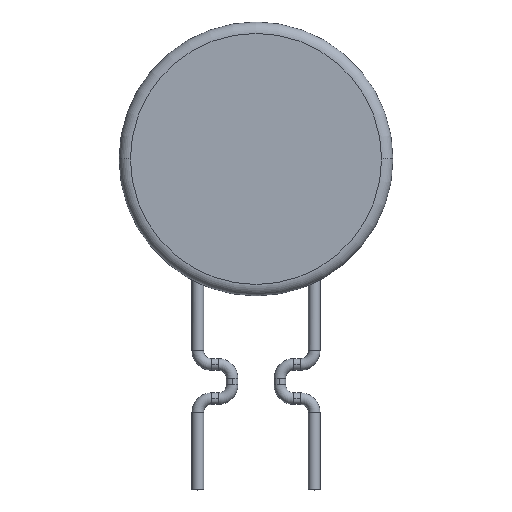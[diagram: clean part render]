
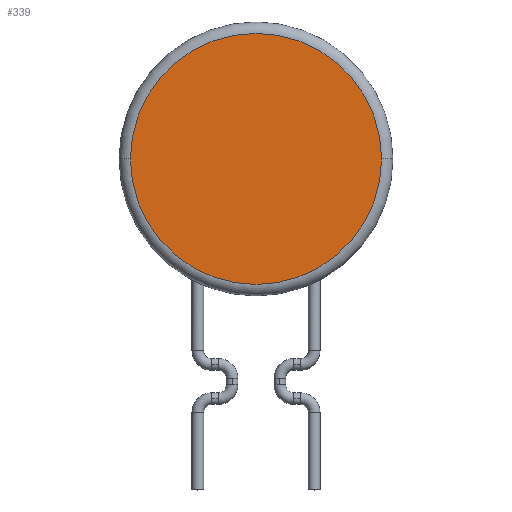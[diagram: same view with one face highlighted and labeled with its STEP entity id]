
A CAD part, top view. The second image highlights one B-rep face of the part: STEP entity #339.
In plain terms, the highlighted planar face has unit normal (0, 0, 1).
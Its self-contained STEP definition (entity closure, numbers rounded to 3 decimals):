
#7 = PLANE ( 'NONE',  #1273 ) ;
#197 = DIRECTION ( 'NONE',  ( 1., 0., 0. ) ) ;
#214 = AXIS2_PLACEMENT_3D ( 'NONE', #1246, #391, #1753 ) ;
#231 = CIRCLE ( 'NONE', #214, 5.5 ) ;
#339 = ADVANCED_FACE ( 'NONE', ( #1957 ), #7, .T. ) ;
#391 = DIRECTION ( 'NONE',  ( 0., 0., 1. ) ) ;
#429 = ORIENTED_EDGE ( 'NONE', *, *, #1143, .T. ) ;
#484 = EDGE_CURVE ( 'NONE', #1884, #1877, #231, .T. ) ;
#706 = DIRECTION ( 'NONE',  ( 0., 0., 1. ) ) ;
#764 = CARTESIAN_POINT ( 'NONE',  ( -5.5, 0., 1. ) ) ;
#783 = CARTESIAN_POINT ( 'NONE',  ( 5.5, 0., 1. ) ) ;
#962 = AXIS2_PLACEMENT_3D ( 'NONE', #1845, #706, #197 ) ;
#1143 = EDGE_CURVE ( 'NONE', #1877, #1884, #1162, .T. ) ;
#1162 = CIRCLE ( 'NONE', #962, 5.5 ) ;
#1246 = CARTESIAN_POINT ( 'NONE',  ( 0., 0., 1. ) ) ;
#1260 = ORIENTED_EDGE ( 'NONE', *, *, #484, .T. ) ;
#1273 = AXIS2_PLACEMENT_3D ( 'NONE', #1379, #1550, #1374 ) ;
#1370 = EDGE_LOOP ( 'NONE', ( #429, #1260 ) ) ;
#1374 = DIRECTION ( 'NONE',  ( 1., 0., 0. ) ) ;
#1379 = CARTESIAN_POINT ( 'NONE',  ( 0., 0., 1. ) ) ;
#1550 = DIRECTION ( 'NONE',  ( 0., 0., 1. ) ) ;
#1753 = DIRECTION ( 'NONE',  ( 1., 0., 0. ) ) ;
#1845 = CARTESIAN_POINT ( 'NONE',  ( 0., 0., 1. ) ) ;
#1877 = VERTEX_POINT ( 'NONE', #783 ) ;
#1884 = VERTEX_POINT ( 'NONE', #764 ) ;
#1957 = FACE_OUTER_BOUND ( 'NONE', #1370, .T. ) ;
